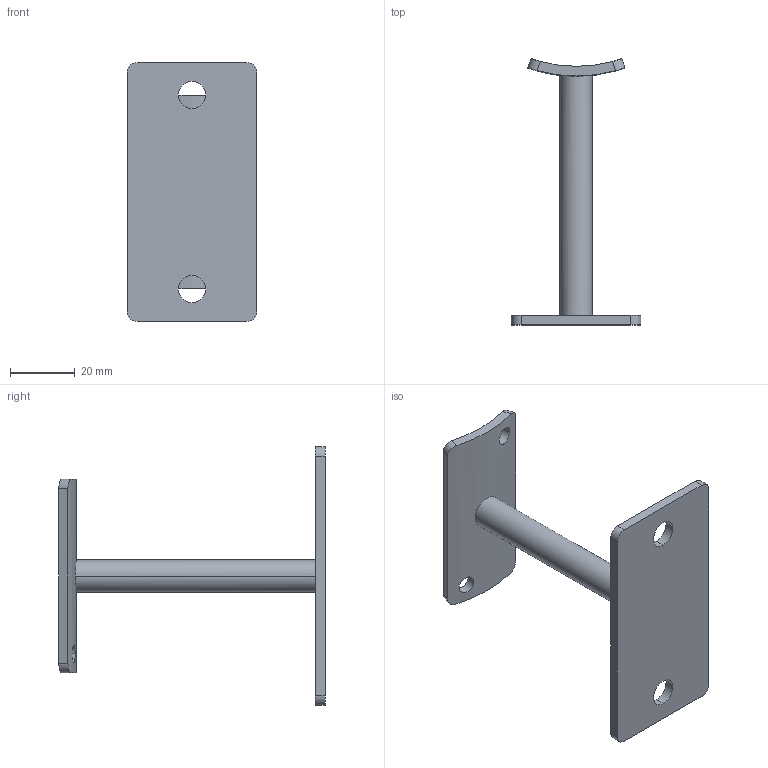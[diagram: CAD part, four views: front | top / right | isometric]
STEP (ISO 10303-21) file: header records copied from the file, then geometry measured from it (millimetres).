
FILE_DESCRIPTION (( 'STEP AP203' ), '1' );
FILE_NAME ('3D_GB3182_42.4_188682340.STEP', '2024-09-29T09:26:44', ( '' ), ( '' ), 'SwSTEP 2.0', 'SolidWorks 2024', '' );
FILE_SCHEMA (( 'CONFIG_CONTROL_DESIGN' ));
Length unit declared in the file: millimetre
Products named in the file (1): 3D_GB3182_42.4_188682340
Bounding box: 40 x 82.38 x 80 mm (x, y, z)
Volume: 20209.5 mm3; surface area: 13257.2 mm2
Topology: 1 solids, 1 shells, 30 faces, 78 edges, 52 vertices
Faces by surface type: cylinder 20, plane 10
Entity records: 1433 total; most frequent: CARTESIAN_POINT 613, ORIENTED_EDGE 156, DIRECTION 144, EDGE_CURVE 78, AXIS2_PLACEMENT_3D 53, VERTEX_POINT 52, EDGE_LOOP 40, LINE 38
